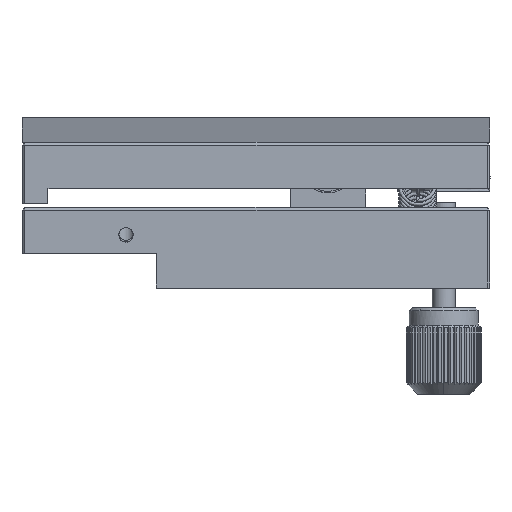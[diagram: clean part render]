
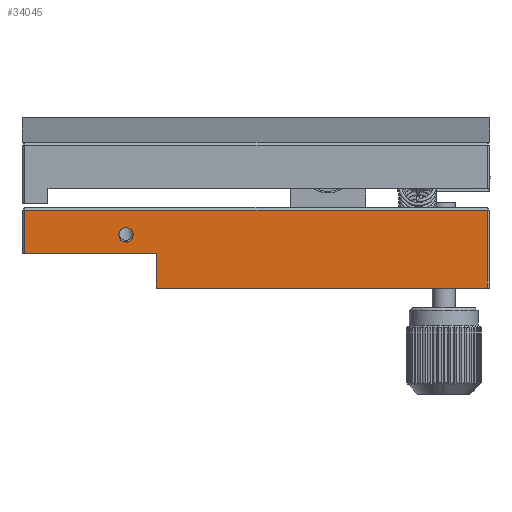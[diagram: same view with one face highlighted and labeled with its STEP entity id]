
A CAD part, front view. The second image highlights one B-rep face of the part: STEP entity #34045.
In plain terms, the highlighted free-form (B-spline) face has degree [1, 1] with [2, 2] control points.
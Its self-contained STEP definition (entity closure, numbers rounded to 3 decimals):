
#752 = CARTESIAN_POINT ( 'NONE',  ( -16.244, -31.441, 0.237 ) ) ;
#900 = CARTESIAN_POINT ( 'NONE',  ( -32.743, -31.441, -2.196 ) ) ;
#1292 = CARTESIAN_POINT ( 'NONE',  ( -15.409, -31.441, -0.246 ) ) ;
#2069 = CARTESIAN_POINT ( 'NONE',  ( -10.043, -31.441, -2.196 ) ) ;
#3097 = ORIENTED_EDGE ( 'NONE', *, *, #34894, .F. ) ;
#3279 = CARTESIAN_POINT ( 'NONE',  ( -16.01, -31.441, 2.005 ) ) ;
#3286 = EDGE_CURVE ( 'NONE', #25600, #18703, #20790, .T. ) ;
#3778 = VERTEX_POINT ( 'NONE', #10929 ) ;
#4946 = EDGE_CURVE ( 'NONE', #5601, #3778, #11608, .T. ) ;
#5130 = ORIENTED_EDGE ( 'NONE', *, *, #22163, .F. ) ;
#5141 = ORIENTED_EDGE ( 'NONE', *, *, #8126, .T. ) ;
#5200 = EDGE_CURVE ( 'NONE', #27555, #5601, #5566, .T. ) ;
#5244 = CARTESIAN_POINT ( 'NONE',  ( 47.257, -31.441, -8.196 ) ) ;
#5566 = B_SPLINE_CURVE_WITH_KNOTS ( 'NONE', 1,
 ( #10767, #27986 ),
 .UNSPECIFIED., .F., .F.,
 ( 2, 2 ),
 ( 0., 1. ),
 .UNSPECIFIED. ) ;
#5601 = VERTEX_POINT ( 'NONE', #13892 ) ;
#5699 = EDGE_LOOP ( 'NONE', ( #5141, #29780 ) ) ;
#6322 = CARTESIAN_POINT ( 'NONE',  ( 47.257, -31.441, -8.196 ) ) ;
#6385 = CARTESIAN_POINT ( 'NONE',  ( -10.043, -31.441, -2.196 ) ) ;
#7102 = CARTESIAN_POINT ( 'NONE',  ( -15.243, -31.441, -0.246 ) ) ;
#8126 = EDGE_CURVE ( 'NONE', #27910, #11794, #33980, .T. ) ;
#9039 = CARTESIAN_POINT ( 'NONE',  ( -15.243, -31.441, 2.254 ) ) ;
#9210 = CARTESIAN_POINT ( 'NONE',  ( -10.043, -31.441, -8.196 ) ) ;
#9318 = CARTESIAN_POINT ( 'NONE',  ( -32.743, -31.441, 5.304 ) ) ;
#9406 = CARTESIAN_POINT ( 'NONE',  ( -16.493, -31.441, 1.17 ) ) ;
#9589 = CARTESIAN_POINT ( 'NONE',  ( -15.243, -31.441, -0.246 ) ) ;
#10767 = CARTESIAN_POINT ( 'NONE',  ( -10.043, -31.441, -2.196 ) ) ;
#10929 = CARTESIAN_POINT ( 'NONE',  ( -32.743, -31.441, 5.304 ) ) ;
#11178 = CARTESIAN_POINT ( 'NONE',  ( -10.043, -31.441, -8.196 ) ) ;
#11544 = CARTESIAN_POINT ( 'NONE',  ( -15.569, -31.441, -0.214 ) ) ;
#11608 = B_SPLINE_CURVE_WITH_KNOTS ( 'NONE', 1,
 ( #900, #20489 ),
 .UNSPECIFIED., .F., .F.,
 ( 2, 2 ),
 ( -1., 0. ),
 .UNSPECIFIED. ) ;
#11794 = VERTEX_POINT ( 'NONE', #29087 ) ;
#12082 = CARTESIAN_POINT ( 'NONE',  ( -15.875, -31.441, -0.087 ) ) ;
#12087 = CARTESIAN_POINT ( 'NONE',  ( -32.743, -31.441, 5.304 ) ) ;
#12345 = FACE_OUTER_BOUND ( 'NONE', #21844, .T. ) ;
#12890 =( BOUNDED_CURVE ( )  B_SPLINE_CURVE ( 3, ( #27485, #30724, #13792, #24596 ),
 .UNSPECIFIED., .F., .F. ) 
 B_SPLINE_CURVE_WITH_KNOTS ( ( 4, 4 ),
 ( 0., 1. ),
 .UNSPECIFIED. ) 
 CURVE ( )  GEOMETRIC_REPRESENTATION_ITEM ( )  RATIONAL_B_SPLINE_CURVE ( ( 1., 0.333, 0.333, 1. ) ) 
 REPRESENTATION_ITEM ( '' )  );
#13673 = B_SPLINE_CURVE_WITH_KNOTS ( 'NONE', 1,
 ( #6322, #9210 ),
 .UNSPECIFIED., .F., .F.,
 ( 2, 2 ),
 ( 0., 1. ),
 .UNSPECIFIED. ) ;
#13792 = CARTESIAN_POINT ( 'NONE',  ( -12.743, -31.441, 2.254 ) ) ;
#13892 = CARTESIAN_POINT ( 'NONE',  ( -32.743, -31.441, -2.196 ) ) ;
#14779 = CARTESIAN_POINT ( 'NONE',  ( -16.335, -31.441, 0.372 ) ) ;
#14874 = B_SPLINE_CURVE_WITH_KNOTS ( 'NONE', 1,
 ( #12087, #20006 ),
 .UNSPECIFIED., .F., .F.,
 ( 2, 2 ),
 ( -1., 0. ),
 .UNSPECIFIED. ) ;
#16240 = CARTESIAN_POINT ( 'NONE',  ( -10.043, -31.441, -8.196 ) ) ;
#17295 = CARTESIAN_POINT ( 'NONE',  ( -16.462, -31.441, 0.679 ) ) ;
#17394 = CARTESIAN_POINT ( 'NONE',  ( -32.743, -31.441, -8.196 ) ) ;
#17835 = CARTESIAN_POINT ( 'NONE',  ( -16.335, -31.441, 1.636 ) ) ;
#18703 = VERTEX_POINT ( 'NONE', #19035 ) ;
#19035 = CARTESIAN_POINT ( 'NONE',  ( 47.257, -31.441, -8.196 ) ) ;
#19809 = ORIENTED_EDGE ( 'NONE', *, *, #30588, .F. ) ;
#19954 = VERTEX_POINT ( 'NONE', #11178 ) ;
#20006 = CARTESIAN_POINT ( 'NONE',  ( 47.257, -31.441, 5.304 ) ) ;
#20175 = CARTESIAN_POINT ( 'NONE',  ( -15.569, -31.441, 2.222 ) ) ;
#20354 = CARTESIAN_POINT ( 'NONE',  ( -15.409, -31.441, 2.254 ) ) ;
#20489 = CARTESIAN_POINT ( 'NONE',  ( -32.743, -31.441, 5.304 ) ) ;
#20790 = B_SPLINE_CURVE_WITH_KNOTS ( 'NONE', 1,
 ( #24650, #5244 ),
 .UNSPECIFIED., .F., .F.,
 ( 2, 2 ),
 ( 0., 1. ),
 .UNSPECIFIED. ) ;
#21844 = EDGE_LOOP ( 'NONE', ( #28786, #19809, #5130, #22776, #3097, #33139 ) ) ;
#22163 = EDGE_CURVE ( 'NONE', #18703, #19954, #13673, .T. ) ;
#22524 = CARTESIAN_POINT ( 'NONE',  ( -15.875, -31.441, 2.095 ) ) ;
#22702 = CARTESIAN_POINT ( 'NONE',  ( -16.493, -31.441, 0.838 ) ) ;
#22776 = ORIENTED_EDGE ( 'NONE', *, *, #3286, .F. ) ;
#23062 = CARTESIAN_POINT ( 'NONE',  ( -16.244, -31.441, 1.771 ) ) ;
#23239 = CARTESIAN_POINT ( 'NONE',  ( -16.01, -31.441, 0.003 ) ) ;
#24596 = CARTESIAN_POINT ( 'NONE',  ( -15.243, -31.441, 2.254 ) ) ;
#24650 = CARTESIAN_POINT ( 'NONE',  ( 47.257, -31.441, 5.304 ) ) ;
#24816 = B_SPLINE_SURFACE_WITH_KNOTS ( 'NONE', 1, 1, ( 
 ( #9318, #33794 ),
 ( #17394, #28394 ) ),
 .UNSPECIFIED., .F., .F., .F.,
 ( 2, 2 ),
 ( 2, 2 ),
 ( 0., 1. ),
 ( 0., 1. ),
 .UNSPECIFIED. ) ;
#25301 = CARTESIAN_POINT ( 'NONE',  ( 47.257, -31.441, 5.304 ) ) ;
#25581 = B_SPLINE_CURVE_WITH_KNOTS ( 'NONE', 1,
 ( #16240, #2069 ),
 .UNSPECIFIED., .F., .F.,
 ( 2, 2 ),
 ( -1., 0. ),
 .UNSPECIFIED. ) ;
#25600 = VERTEX_POINT ( 'NONE', #25301 ) ;
#27485 = CARTESIAN_POINT ( 'NONE',  ( -15.243, -31.441, -0.246 ) ) ;
#27555 = VERTEX_POINT ( 'NONE', #6385 ) ;
#27910 = VERTEX_POINT ( 'NONE', #7102 ) ;
#27986 = CARTESIAN_POINT ( 'NONE',  ( -32.743, -31.441, -2.196 ) ) ;
#28394 = CARTESIAN_POINT ( 'NONE',  ( 47.257, -31.441, -8.196 ) ) ;
#28564 = FACE_BOUND ( 'NONE', #5699, .T. ) ;
#28786 = ORIENTED_EDGE ( 'NONE', *, *, #5200, .F. ) ;
#29087 = CARTESIAN_POINT ( 'NONE',  ( -15.243, -31.441, 2.254 ) ) ;
#29780 = ORIENTED_EDGE ( 'NONE', *, *, #33895, .F. ) ;
#30588 = EDGE_CURVE ( 'NONE', #19954, #27555, #25581, .T. ) ;
#30724 = CARTESIAN_POINT ( 'NONE',  ( -12.743, -31.441, -0.246 ) ) ;
#31519 = CARTESIAN_POINT ( 'NONE',  ( -16.462, -31.441, 1.329 ) ) ;
#33139 = ORIENTED_EDGE ( 'NONE', *, *, #4946, .F. ) ;
#33794 = CARTESIAN_POINT ( 'NONE',  ( 47.257, -31.441, 5.304 ) ) ;
#33895 = EDGE_CURVE ( 'NONE', #27910, #11794, #12890, .T. ) ;
#33980 = B_SPLINE_CURVE_WITH_KNOTS ( 'NONE', 3,
 ( #9589, #1292, #11544, #12082, #23239, #752, #14779, #17295, #22702, #9406, #31519, #17835, #23062, #3279, #22524, #20175, #20354, #9039 ),
 .UNSPECIFIED., .F., .F.,
 ( 4, 2, 2, 2, 2, 2, 2, 2, 4 ),
 ( 0., 0.125, 0.25, 0.375, 0.5, 0.625, 0.75, 0.875, 1. ),
 .UNSPECIFIED. ) ;
#34045 = ADVANCED_FACE ( 'NONE', ( #28564, #12345 ), #24816, .T. ) ;
#34894 = EDGE_CURVE ( 'NONE', #3778, #25600, #14874, .T. ) ;
